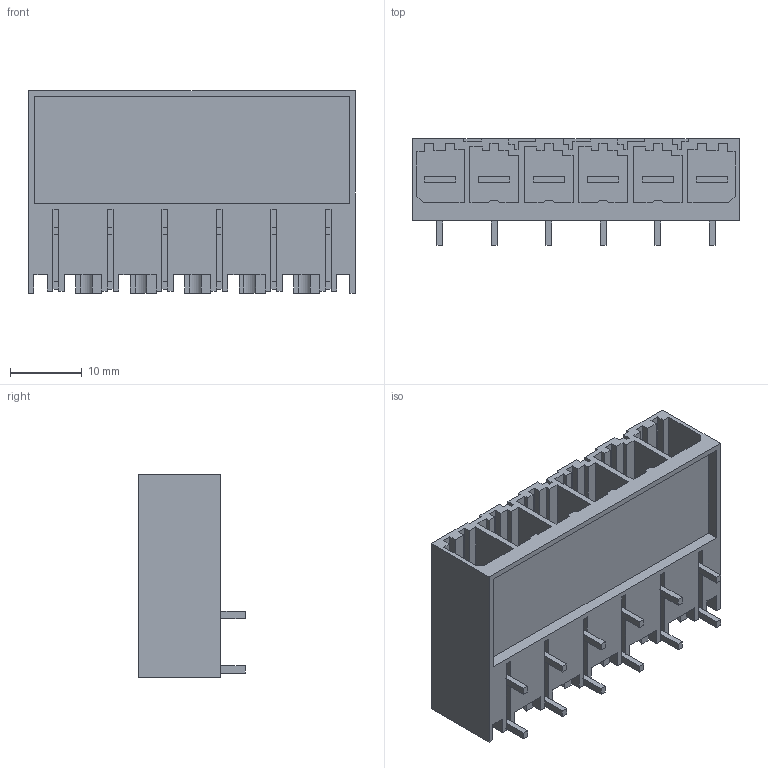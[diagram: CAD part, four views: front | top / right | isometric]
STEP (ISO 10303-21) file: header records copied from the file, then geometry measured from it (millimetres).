
FILE_DESCRIPTION(('CATIA V5 STEP Exchange','CAx-IF Rec.Pracs.--- Model Styling and Organization---1.2---2011-12-15'),'2;1');
FILE_NAME ('D1459369_0_1930310000_1930310000.stp','2016-11-14T10:53:18+00:00',('none'),('Weidmueller'),'CATIA Version 5-6 Release 2014','CATIA V5 STEP AP214','none');
FILE_SCHEMA(('AUTOMOTIVE_DESIGN { 1 0 10303 214 1 1 1 1 }'));
Length unit declared in the file: millimetre
Products named in the file (1): 1930310000_S
Bounding box: 45.72 x 14.9 x 28.3 mm (x, y, z)
Volume: 7315.5 mm3; surface area: 11574.6 mm2
Topology: 7 solids, 7 shells, 500 faces, 1490 edges, 1005 vertices
Faces by surface type: plane 470, cylinder 30
Entity records: 15402 total; most frequent: ORIENTED_EDGE 2980, CARTESIAN_POINT 2777, DIRECTION 2040, EDGE_CURVE 1490, VECTOR 1406, LINE 1406, VERTEX_POINT 1005, EDGE_LOOP 513
